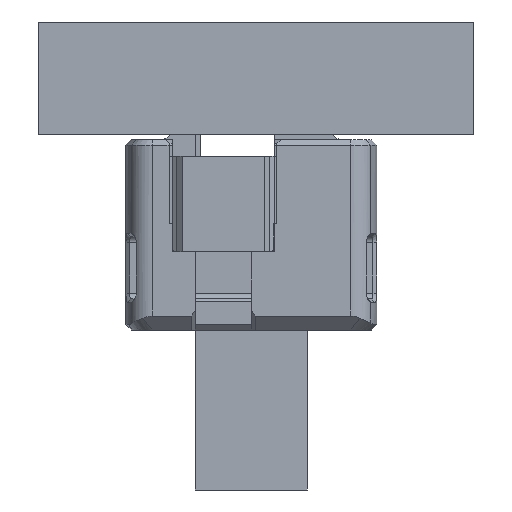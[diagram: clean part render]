
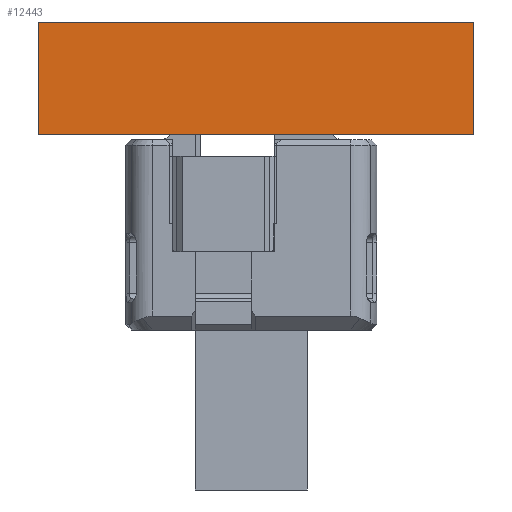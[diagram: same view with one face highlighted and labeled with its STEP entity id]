
A CAD part, left-side view. The second image highlights one B-rep face of the part: STEP entity #12443.
In plain terms, the highlighted planar face has unit normal (-1, 0, 0).
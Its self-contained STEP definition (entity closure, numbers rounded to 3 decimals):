
#1047=FACE_OUTER_BOUND('',#1759,.T.);
#1759=EDGE_LOOP('',(#10154,#10155,#10156,#10157));
#2940=LINE('',#20756,#4389);
#2944=LINE('',#20764,#4393);
#2947=LINE('',#20770,#4396);
#2950=LINE('',#20775,#4399);
#4389=VECTOR('',#15553,10.);
#4393=VECTOR('',#15559,10.);
#4396=VECTOR('',#15564,10.);
#4399=VECTOR('',#15569,10.);
#5662=VERTEX_POINT('',#20754);
#5663=VERTEX_POINT('',#20755);
#5666=VERTEX_POINT('',#20763);
#5668=VERTEX_POINT('',#20769);
#7220=EDGE_CURVE('',#5662,#5663,#2940,.T.);
#7224=EDGE_CURVE('',#5663,#5666,#2944,.T.);
#7227=EDGE_CURVE('',#5666,#5668,#2947,.T.);
#7230=EDGE_CURVE('',#5668,#5662,#2950,.T.);
#10154=ORIENTED_EDGE('',*,*,#7230,.T.);
#10155=ORIENTED_EDGE('',*,*,#7220,.T.);
#10156=ORIENTED_EDGE('',*,*,#7224,.T.);
#10157=ORIENTED_EDGE('',*,*,#7227,.T.);
#11838=PLANE('',#13243);
#12443=ADVANCED_FACE('',(#1047),#11838,.F.);
#13243=AXIS2_PLACEMENT_3D('',#20778,#15573,#15574);
#15553=DIRECTION('',(0.,0.,-1.));
#15559=DIRECTION('',(0.,-1.,0.));
#15564=DIRECTION('',(0.,0.,1.));
#15569=DIRECTION('',(0.,1.,0.));
#15573=DIRECTION('center_axis',(1.,0.,0.));
#15574=DIRECTION('ref_axis',(0.,1.,0.));
#20754=CARTESIAN_POINT('',(9.,33.019,44.));
#20755=CARTESIAN_POINT('',(9.,33.019,24.));
#20756=CARTESIAN_POINT('',(9.,33.019,44.));
#20763=CARTESIAN_POINT('',(9.,-44.708,24.));
#20764=CARTESIAN_POINT('',(9.,33.019,24.));
#20769=CARTESIAN_POINT('',(9.,-44.708,44.));
#20770=CARTESIAN_POINT('',(9.,-44.708,24.));
#20775=CARTESIAN_POINT('',(9.,-44.708,44.));
#20778=CARTESIAN_POINT('Origin',(9.,-5.844,34.));
